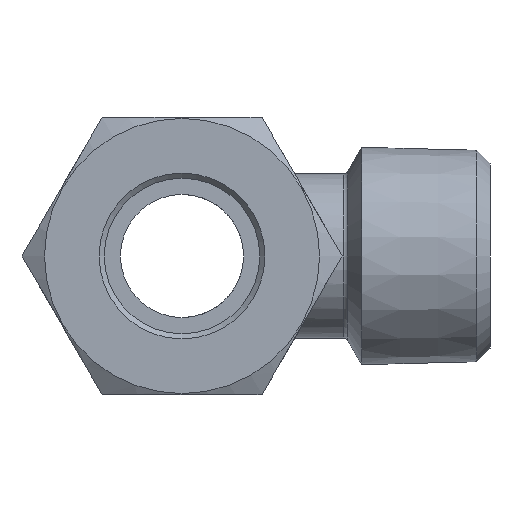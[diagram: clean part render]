
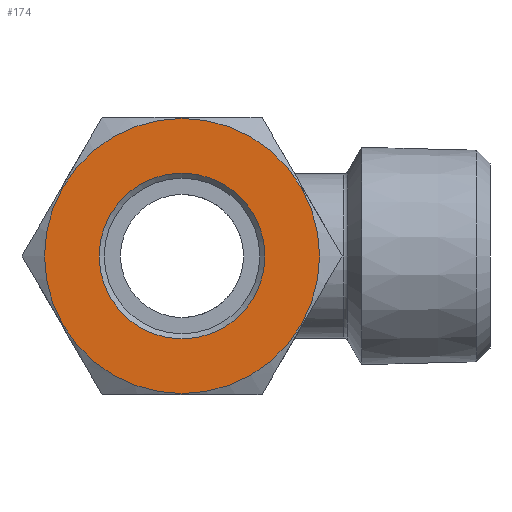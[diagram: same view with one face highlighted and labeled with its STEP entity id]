
A CAD part, left-side view. The second image highlights one B-rep face of the part: STEP entity #174.
In plain terms, the highlighted planar face has unit normal (-1, 0, 0).
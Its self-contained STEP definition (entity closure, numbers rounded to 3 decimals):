
#174 = ADVANCED_FACE( 'NONE', ( #454, #455 ), #456, .F. );
#454 = FACE_OUTER_BOUND( '', #1320, .T. );
#455 = FACE_BOUND( '', #1321, .T. );
#456 = PLANE( '', #1322 );
#1320 = EDGE_LOOP( '', ( #2311 ) );
#1321 = EDGE_LOOP( '', ( #2312 ) );
#1322 = AXIS2_PLACEMENT_3D( '', #2313, #2314, #2315 );
#2311 = ORIENTED_EDGE( '', *, *, #2680, .T. );
#2312 = ORIENTED_EDGE( '', *, *, #2840, .T. );
#2313 = CARTESIAN_POINT( '', ( -38.262, 13.4, 0. ) );
#2314 = DIRECTION( '', ( 1., 0., 0. ) );
#2315 = DIRECTION( '', ( 0., 1., 0. ) );
#2680 = EDGE_CURVE( 'NONE', #3021, #3021, #3022, .T. );
#2840 = EDGE_CURVE( 'NONE', #3311, #3311, #3312, .T. );
#3021 = VERTEX_POINT( '', #3695 );
#3022 = CIRCLE( '', #3696, 13.4 );
#3311 = VERTEX_POINT( '', #4815 );
#3312 = CIRCLE( '', #4816, 8.075 );
#3695 = CARTESIAN_POINT( '', ( -38.262, 0., 13.4 ) );
#3696 = AXIS2_PLACEMENT_3D( '', #5261, #5262, #5263 );
#4815 = CARTESIAN_POINT( '', ( -38.262, 0., -8.075 ) );
#4816 = AXIS2_PLACEMENT_3D( '', #5471, #5472, #5473 );
#5261 = CARTESIAN_POINT( '', ( -38.262, 0., 0. ) );
#5262 = DIRECTION( '', ( -1., 0., 0. ) );
#5263 = DIRECTION( '', ( 0., 0., 1. ) );
#5471 = CARTESIAN_POINT( '', ( -38.262, 0., 0. ) );
#5472 = DIRECTION( '', ( 1., 0., 0. ) );
#5473 = DIRECTION( '', ( 0., 0., -1. ) );
